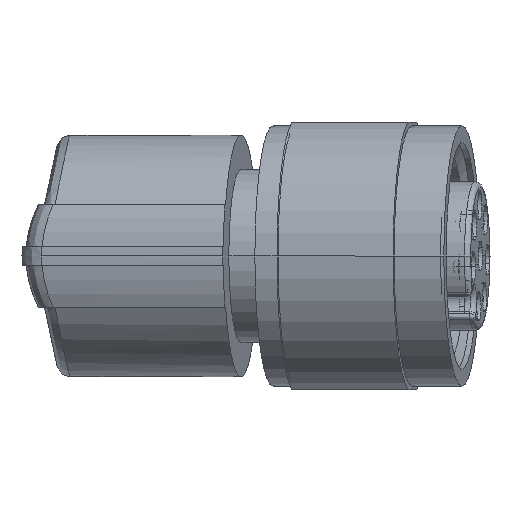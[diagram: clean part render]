
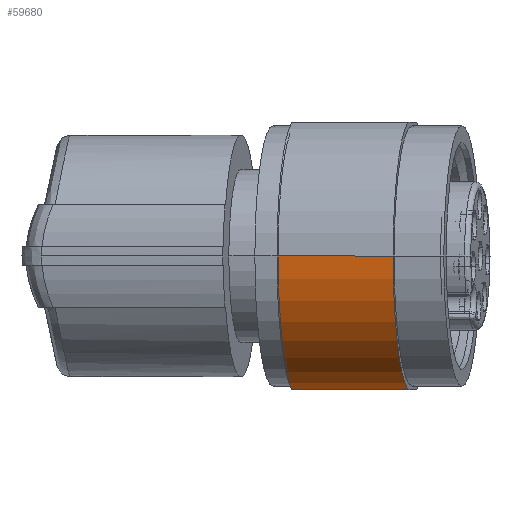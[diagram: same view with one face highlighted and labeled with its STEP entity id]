
A CAD part, left-side view. The second image highlights one B-rep face of the part: STEP entity #59680.
In plain terms, the highlighted cylindrical face has radius 7.4 mm (diameter 14.8 mm), a partial arc.
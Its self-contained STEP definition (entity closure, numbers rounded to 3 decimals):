
#58900=CARTESIAN_POINT('',(19.026,31.86,
23.515));
#58910=DIRECTION('',(-0.139,0.,
-0.99));
#58920=DIRECTION('',(0.99,0.,
-0.139));
#58930=AXIS2_PLACEMENT_3D('',#58900,#58910,#58920);
#58940=CIRCLE('',#58930,7.4);
#58950=CARTESIAN_POINT('',(11.698,31.86,
24.545));
#58960=VERTEX_POINT('',#58950);
#58990=CARTESIAN_POINT('',(17.334,39.06,
23.753));
#59000=VERTEX_POINT('',#58990);
#59010=EDGE_CURVE('',#58960,#59000,#58940,.T.);
#59370=CARTESIAN_POINT('',(18.149,31.86,
17.276));
#59380=DIRECTION('',(-0.139,0.,
-0.99));
#59390=DIRECTION('',(0.99,0.,
-0.139));
#59400=AXIS2_PLACEMENT_3D('',#59370,#59380,#59390);
#59410=CYLINDRICAL_SURFACE('',#59400,7.4);
#59420=CARTESIAN_POINT('',(16.457,39.06,
17.514));
#59430=DIRECTION('',(0.139,0.,
0.99));
#59440=VECTOR('',#59430,1.);
#59450=LINE('',#59420,#59440);
#59460=CARTESIAN_POINT('',(16.457,39.06,
17.514));
#59470=VERTEX_POINT('',#59460);
#59480=EDGE_CURVE('',#59470,#59000,#59450,.T.);
#59490=ORIENTED_EDGE('',*,*,#59480,.F.);
#59500=ORIENTED_EDGE('',*,*,#59010,.T.);
#59510=CARTESIAN_POINT('',(10.821,31.86,
18.306));
#59520=DIRECTION('',(-0.139,0.,
-0.99));
#59530=VECTOR('',#59520,1.);
#59540=LINE('',#59510,#59530);
#59550=CARTESIAN_POINT('',(10.821,31.86,
18.306));
#59560=VERTEX_POINT('',#59550);
#59570=EDGE_CURVE('',#58960,#59560,#59540,.T.);
#59580=ORIENTED_EDGE('',*,*,#59570,.F.);
#59590=CARTESIAN_POINT('',(18.149,31.86,
17.276));
#59600=DIRECTION('',(-0.139,0.,
-0.99));
#59610=DIRECTION('',(0.99,0.,
-0.139));
#59620=AXIS2_PLACEMENT_3D('',#59590,#59600,#59610);
#59630=CIRCLE('',#59620,7.4);
#59640=EDGE_CURVE('',#59560,#59470,#59630,.T.);
#59650=ORIENTED_EDGE('',*,*,#59640,.F.);
#59660=EDGE_LOOP('',(#59650,#59580,#59500,#59490));
#59670=FACE_OUTER_BOUND('',#59660,.T.);
#59680=ADVANCED_FACE('',(#59670),#59410,.T.);
